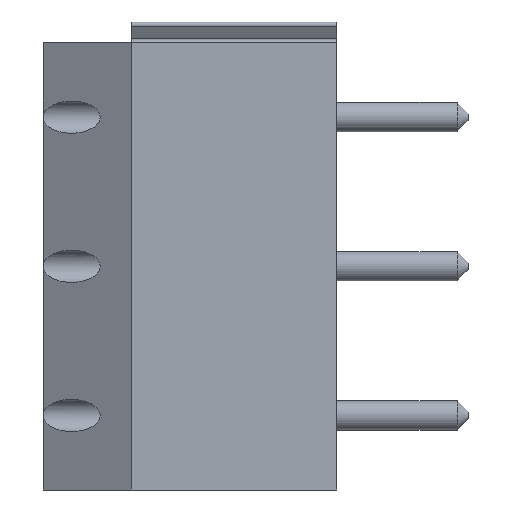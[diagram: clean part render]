
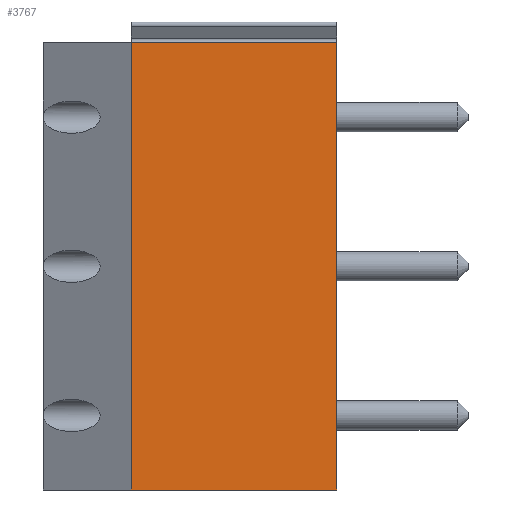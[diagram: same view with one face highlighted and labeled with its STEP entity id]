
A CAD part, left-side view. The second image highlights one B-rep face of the part: STEP entity #3767.
In plain terms, the highlighted planar face has unit normal (-1, 0, 0).
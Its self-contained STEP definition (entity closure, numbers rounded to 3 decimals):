
#512=CARTESIAN_POINT('',(-4.0,0.,-12.7));
#513=VERTEX_POINT('',#512);
#520=CARTESIAN_POINT('',(-4.,7.,-12.7));
#521=VERTEX_POINT('',#520);
#522=CARTESIAN_POINT('',(-4.,7.,-12.7));
#523=DIRECTION('',(0.0,-1.0,0.0));
#524=VECTOR('',#523,7.);
#525=LINE('',#522,#524);
#526=EDGE_CURVE('',#521,#513,#525,.T.);
#2507=CARTESIAN_POINT('',(-4.0,0.,2.54));
#2508=VERTEX_POINT('',#2507);
#2515=CARTESIAN_POINT('',(-4.0,0.,-12.7));
#2516=DIRECTION('',(0.0,0.0,1.0));
#2517=VECTOR('',#2516,15.24);
#2518=LINE('',#2515,#2517);
#2519=EDGE_CURVE('',#513,#2508,#2518,.T.);
#3248=CARTESIAN_POINT('',(-4.,7.,2.54));
#3249=VERTEX_POINT('',#3248);
#3286=CARTESIAN_POINT('',(-4.,7.,2.54));
#3287=DIRECTION('',(0.0,0.0,-1.0));
#3288=VECTOR('',#3287,15.24);
#3289=LINE('',#3286,#3288);
#3290=EDGE_CURVE('',#3249,#521,#3289,.T.);
#3751=CARTESIAN_POINT('',(-4.0,0.,0.0));
#3752=DIRECTION('',(-1.0,0.0,0.0));
#3753=DIRECTION('',(0.0,0.0,1.0));
#3754=AXIS2_PLACEMENT_3D('',#3751,#3752,#3753);
#3755=PLANE('',#3754);
#3756=CARTESIAN_POINT('',(-4.0,0.,2.54));
#3757=DIRECTION('',(0.0,1.0,0.0));
#3758=VECTOR('',#3757,7.);
#3759=LINE('',#3756,#3758);
#3760=EDGE_CURVE('',#2508,#3249,#3759,.T.);
#3761=ORIENTED_EDGE('',*,*,#3760,.T.);
#3762=ORIENTED_EDGE('',*,*,#3290,.T.);
#3763=ORIENTED_EDGE('',*,*,#526,.T.);
#3764=ORIENTED_EDGE('',*,*,#2519,.T.);
#3765=EDGE_LOOP('',(#3761,#3762,#3763,#3764));
#3766=FACE_OUTER_BOUND('',#3765,.T.);
#3767=ADVANCED_FACE('',(#3766),#3755,.T.);
